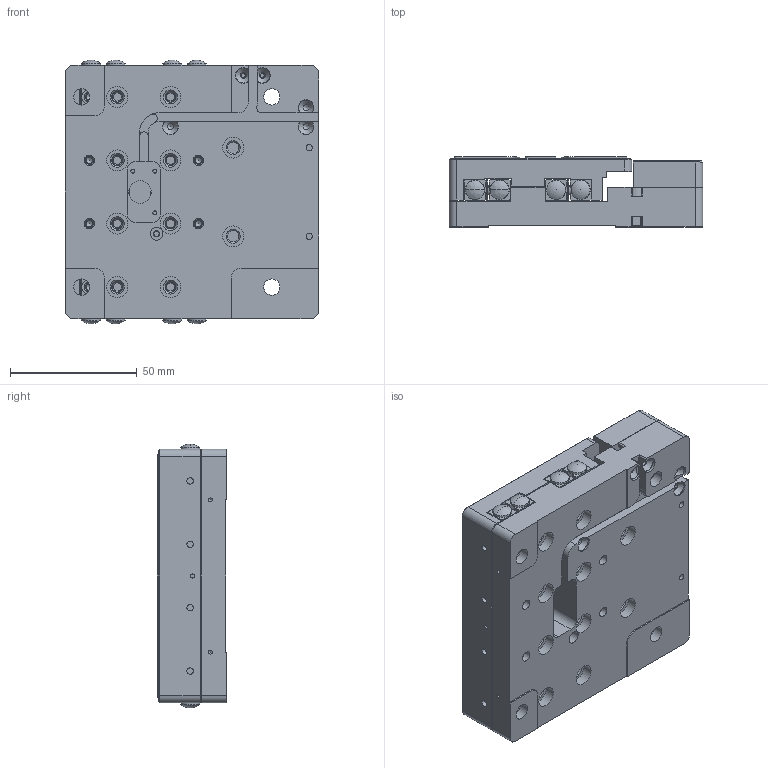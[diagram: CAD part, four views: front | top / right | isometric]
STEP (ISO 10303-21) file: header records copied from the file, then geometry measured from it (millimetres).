
FILE_DESCRIPTION (( 'STEP AP203' ), '1' );
FILE_NAME ('526800.STEP', '2023-09-12T01:16:22', ( 'Windows User' ), ( 'P R C' ), 'SwSTEP 2.0', 'SolidWorks 2020', '' );
FILE_SCHEMA (( 'CONFIG_CONTROL_DESIGN' ));
Length unit declared in the file: millimetre
Products named in the file (1): 526800
Bounding box: 100 x 27.5 x 104 mm (x, y, z)
Volume: 207194.2 mm3; surface area: 83386.5 mm2
Topology: 9 solids, 9 shells, 1003 faces, 2823 edges, 1847 vertices
Faces by surface type: plane 536, cylinder 266, cone 189, bspline 8, torus 4
Full cylindrical faces by diameter (mm): 1.6 x6, 2.05 x1, 2.5 x35, 3 x28, 3.3 x31, 3.4 x2, 4 x4, 4.3 x4, 4.5 x6, 5 x1, 6 x16, 6.4 x4, 6.5 x2, 6.8 x2, 8.25 x10, 9 x1, 10.5 x2, 11.2 x4
Entity records: 29860 total; most frequent: CARTESIAN_POINT 5704, DIRECTION 4911, ORIENTED_EDGE 4602, EDGE_CURVE 2301, AXIS2_PLACEMENT_3D 1741, VERTEX_POINT 1674, EDGE_LOOP 1607, VECTOR 1429
